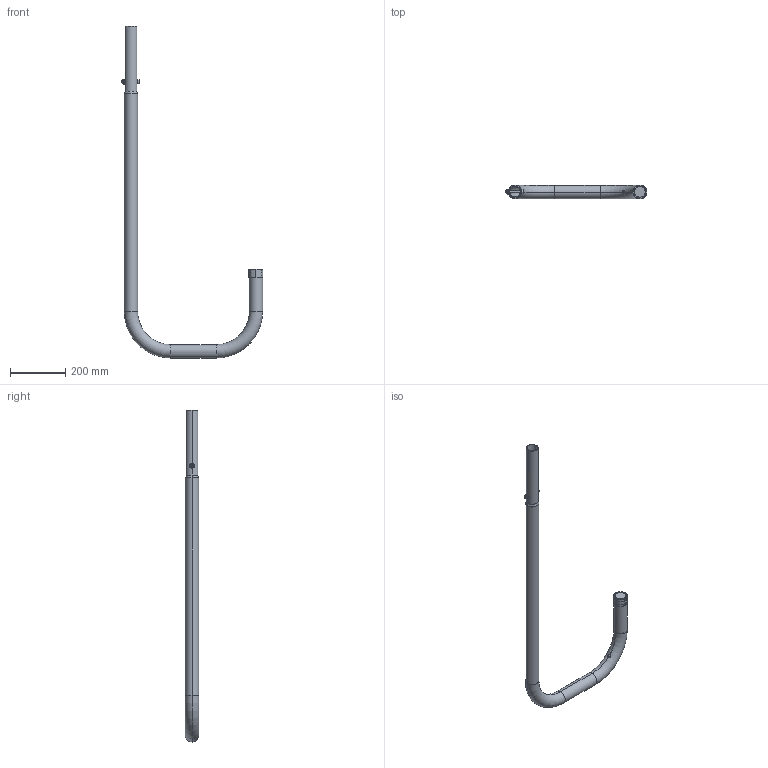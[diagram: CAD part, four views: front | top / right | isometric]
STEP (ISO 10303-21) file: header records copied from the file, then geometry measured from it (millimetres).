
FILE_DESCRIPTION (( 'STEP AP203' ), '1' );
FILE_NAME ('0529145000.STEP', '2024-05-28T11:36:11', ( '' ), ( '' ), 'SwSTEP 2.0', 'SolidWorks 2022', '' );
FILE_SCHEMA (( 'CONFIG_CONTROL_DESIGN' ));
Length unit declared in the file: metre
Products named in the file (1): 0529145000
Bounding box: 512.8 x 50.5 x 1200 mm (x, y, z)
Volume: 648514 mm3; surface area: 526087.8 mm2
Topology: 5 solids, 5 shells, 121 faces, 262 edges, 147 vertices
Faces by surface type: cylinder 42, cone 33, plane 26, torus 20
Entity records: 4029 total; most frequent: CARTESIAN_POINT 1324, DIRECTION 585, ORIENTED_EDGE 524, EDGE_CURVE 262, AXIS2_PLACEMENT_3D 253, VERTEX_POINT 147, CIRCLE 131, EDGE_LOOP 131
